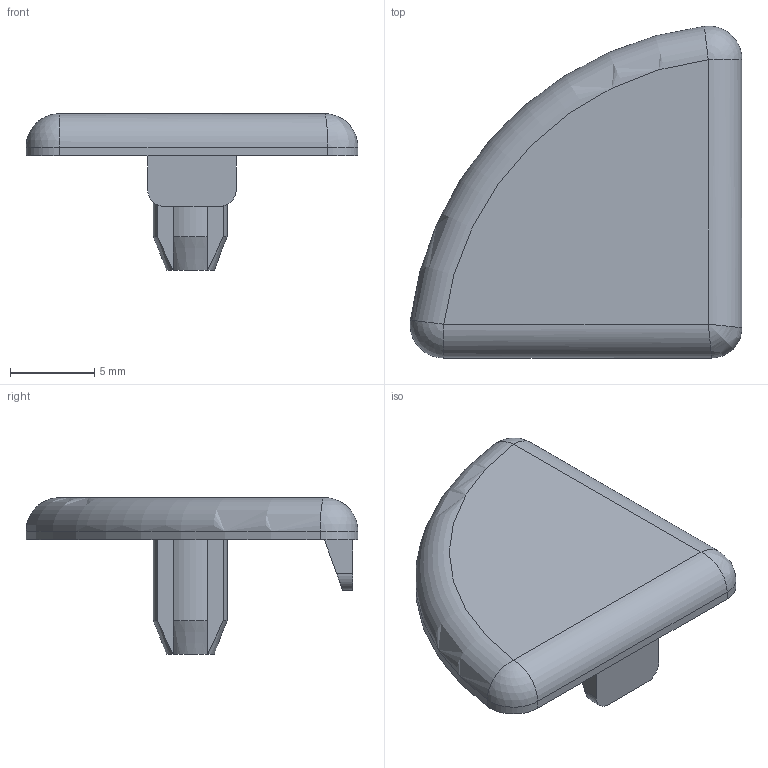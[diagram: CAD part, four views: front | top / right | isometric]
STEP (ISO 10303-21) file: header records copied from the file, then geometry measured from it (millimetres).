
FILE_DESCRIPTION(/* description */ ('Abdeckkappe R20 90°'),/* implementation_level */ '2;1');
FILE_NAME(/* name */ '251005029 Abdeckkappe R20 - 90.stp',/* time_stamp */ '2020-08-27T10:23:55+02:00',/* author */ ('wheldmann'),/* organization */ (''),/* preprocessor_version */ 'ST-DEVELOPER v17.2',/* originating_system */ 'Autodesk Inventor 2019',/* authorisation */ ' ');
FILE_SCHEMA (('AUTOMOTIVE_DESIGN { 1 0 10303 214 3 1 1 }'));
Length unit declared in the file: millimetre
Products named in the file (1): 251005029
Bounding box: 19.7 x 19.7 x 9.3 mm (x, y, z)
Volume: 687.4 mm3; surface area: 897.8 mm2
Topology: 1 solids, 1 shells, 42 faces, 106 edges, 65 vertices
Faces by surface type: plane 21, cylinder 13, cone 4, sphere 2, torus 1, bspline 1
Entity records: 1398 total; most frequent: CARTESIAN_POINT 364, DIRECTION 212, ORIENTED_EDGE 206, EDGE_CURVE 103, AXIS2_PLACEMENT_3D 75, VERTEX_POINT 65, LINE 62, VECTOR 62
